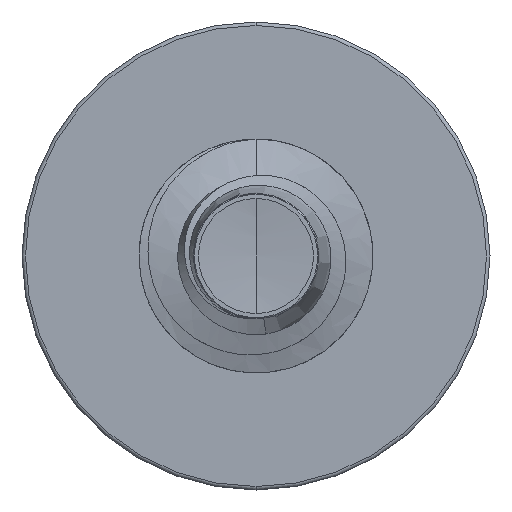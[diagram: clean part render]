
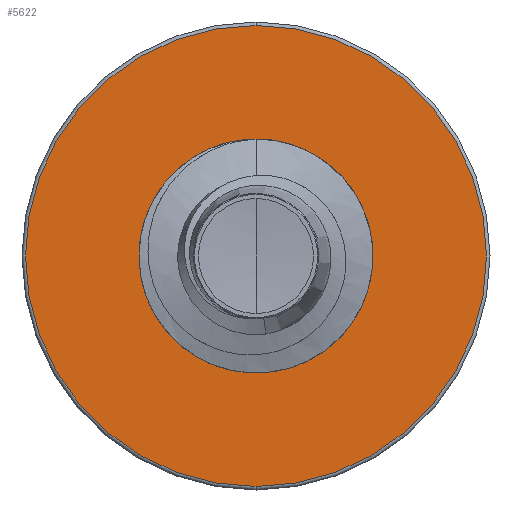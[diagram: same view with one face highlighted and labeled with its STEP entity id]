
A CAD part, front view. The second image highlights one B-rep face of the part: STEP entity #5622.
In plain terms, the highlighted planar face has unit normal (0, -1, 0).
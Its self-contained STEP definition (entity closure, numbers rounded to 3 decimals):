
#63 = DIRECTION ( 'NONE',  ( 0., 0., 1. ) ) ;
#83 = DIRECTION ( 'NONE',  ( 0., 1., 0. ) ) ;
#110 = CARTESIAN_POINT ( 'NONE',  ( 0., 10., 0. ) ) ;
#269 = AXIS2_PLACEMENT_3D ( 'NONE', #7873, #7869, #7857 ) ;
#445 = EDGE_CURVE ( 'NONE', #3733, #8263, #757, .T. ) ;
#757 = CIRCLE ( 'NONE', #269, 2.842 ) ;
#3126 = FACE_BOUND ( 'NONE', #14148, .T. ) ;
#3203 = VERTEX_POINT ( 'NONE', #7698 ) ;
#3733 = VERTEX_POINT ( 'NONE', #7768 ) ;
#5622 = ADVANCED_FACE ( 'NONE', ( #13402, #3126 ), #9385, .F. ) ;
#6024 = AXIS2_PLACEMENT_3D ( 'NONE', #10055, #9873, #9829 ) ;
#7698 = CARTESIAN_POINT ( 'NONE',  ( 0., 10., -5.91 ) ) ;
#7768 = CARTESIAN_POINT ( 'NONE',  ( 0., 10., 2.842 ) ) ;
#7823 = EDGE_CURVE ( 'NONE', #8263, #3733, #12078, .T. ) ;
#7857 = DIRECTION ( 'NONE',  ( 0., 0., 1. ) ) ;
#7869 = DIRECTION ( 'NONE',  ( 0., 1., 0. ) ) ;
#7873 = CARTESIAN_POINT ( 'NONE',  ( 0., 10., 0. ) ) ;
#7897 = ORIENTED_EDGE ( 'NONE', *, *, #13384, .F. ) ;
#8218 = DIRECTION ( 'NONE',  ( 0., 0., 1. ) ) ;
#8220 = DIRECTION ( 'NONE',  ( 0., 1., 0. ) ) ;
#8235 = CARTESIAN_POINT ( 'NONE',  ( 0., 10., 0. ) ) ;
#8263 = VERTEX_POINT ( 'NONE', #9052 ) ;
#9052 = CARTESIAN_POINT ( 'NONE',  ( 0., 10., -2.842 ) ) ;
#9121 = EDGE_CURVE ( 'NONE', #13990, #3203, #13678, .T. ) ;
#9125 = ORIENTED_EDGE ( 'NONE', *, *, #9121, .F. ) ;
#9357 = DIRECTION ( 'NONE',  ( 0., 0., 1. ) ) ;
#9372 = DIRECTION ( 'NONE',  ( 0., 1., 0. ) ) ;
#9385 = PLANE ( 'NONE',  #11023 ) ;
#9404 = CARTESIAN_POINT ( 'NONE',  ( 0., 10., -2.842 ) ) ;
#9416 = CARTESIAN_POINT ( 'NONE',  ( 0., 10., 5.91 ) ) ;
#9829 = DIRECTION ( 'NONE',  ( 0., 0., 1. ) ) ;
#9873 = DIRECTION ( 'NONE',  ( 0., 1., 0. ) ) ;
#9945 = EDGE_LOOP ( 'NONE', ( #9125, #7897 ) ) ;
#10055 = CARTESIAN_POINT ( 'NONE',  ( 0., 10., 0. ) ) ;
#10683 = ORIENTED_EDGE ( 'NONE', *, *, #445, .T. ) ;
#11023 = AXIS2_PLACEMENT_3D ( 'NONE', #9404, #9372, #9357 ) ;
#12078 = CIRCLE ( 'NONE', #6024, 2.842 ) ;
#12470 = CIRCLE ( 'NONE', #12536, 5.91 ) ;
#12536 = AXIS2_PLACEMENT_3D ( 'NONE', #110, #83, #63 ) ;
#13384 = EDGE_CURVE ( 'NONE', #3203, #13990, #12470, .T. ) ;
#13402 = FACE_OUTER_BOUND ( 'NONE', #9945, .T. ) ;
#13646 = ORIENTED_EDGE ( 'NONE', *, *, #7823, .T. ) ;
#13678 = CIRCLE ( 'NONE', #13924, 5.91 ) ;
#13924 = AXIS2_PLACEMENT_3D ( 'NONE', #8235, #8220, #8218 ) ;
#13990 = VERTEX_POINT ( 'NONE', #9416 ) ;
#14148 = EDGE_LOOP ( 'NONE', ( #10683, #13646 ) ) ;
